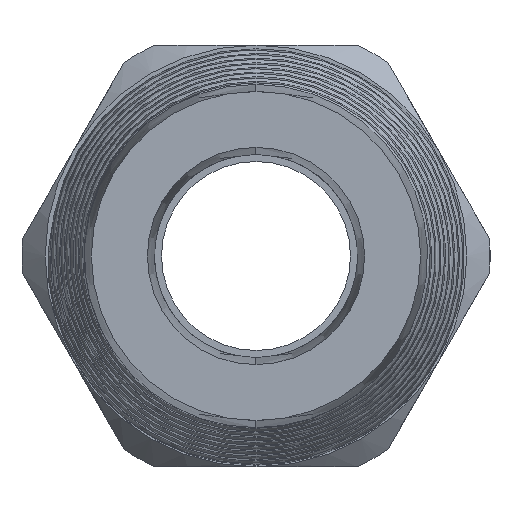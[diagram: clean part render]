
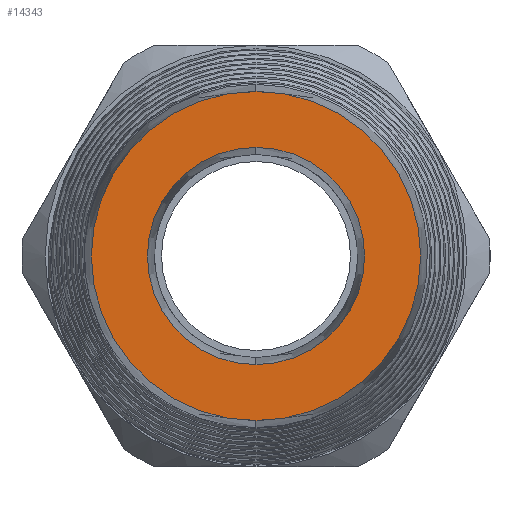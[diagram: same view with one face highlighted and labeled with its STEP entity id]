
A CAD part, left-side view. The second image highlights one B-rep face of the part: STEP entity #14343.
In plain terms, the highlighted planar face has unit normal (-1, 0, 0).
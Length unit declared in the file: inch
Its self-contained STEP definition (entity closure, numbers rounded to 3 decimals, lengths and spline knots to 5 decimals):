
#2173 = CARTESIAN_POINT ( 'NONE',  ( -3.38, 0., 0.33961 ) ) ;
#2181 = CARTESIAN_POINT ( 'NONE',  ( -3.38, 0., 0. ) ) ;
#2228 = DIRECTION ( 'NONE',  ( 0., 0., 1. ) ) ;
#2229 = DIRECTION ( 'NONE',  ( -1., 0., 0. ) ) ;
#2230 = AXIS2_PLACEMENT_3D ( 'NONE', #2181, #2229, #2228 ) ;
#2231 = CIRCLE ( 'NONE', #2230, 0.33961 ) ;
#2336 = DIRECTION ( 'NONE',  ( 0., 0., 1. ) ) ;
#2337 = DIRECTION ( 'NONE',  ( -1., 0., 0. ) ) ;
#2338 = CARTESIAN_POINT ( 'NONE',  ( -3.38, 0., 0. ) ) ;
#2339 = AXIS2_PLACEMENT_3D ( 'NONE', #2338, #2337, #2336 ) ;
#2340 = CIRCLE ( 'NONE', #2339, 0.22402 ) ;
#2381 = CARTESIAN_POINT ( 'NONE',  ( -3.38, 0., -0.33961 ) ) ;
#4091 = DIRECTION ( 'NONE',  ( 0., 0., 1. ) ) ;
#4092 = DIRECTION ( 'NONE',  ( -1., 0., 0. ) ) ;
#4093 = CARTESIAN_POINT ( 'NONE',  ( -3.38, 0., 0. ) ) ;
#4094 = AXIS2_PLACEMENT_3D ( 'NONE', #4093, #4092, #4091 ) ;
#4095 = PLANE ( 'NONE',  #4094 ) ;
#4097 = FACE_BOUND ( 'NONE', #4615, .T. ) ;
#4098 = FACE_OUTER_BOUND ( 'NONE', #14339, .T. ) ;
#4100 = DIRECTION ( 'NONE',  ( 0., 0., 1. ) ) ;
#4101 = DIRECTION ( 'NONE',  ( -1., 0., 0. ) ) ;
#4102 = CARTESIAN_POINT ( 'NONE',  ( -3.38, 0., 0. ) ) ;
#4103 = AXIS2_PLACEMENT_3D ( 'NONE', #4102, #4101, #4100 ) ;
#4104 = CIRCLE ( 'NONE', #4103, 0.33961 ) ;
#4494 = ORIENTED_EDGE ( 'NONE', *, *, #8465, .F. ) ;
#4495 = ORIENTED_EDGE ( 'NONE', *, *, #8448, .T. ) ;
#4615 = EDGE_LOOP ( 'NONE', ( #4616, #4494 ) ) ;
#4616 = ORIENTED_EDGE ( 'NONE', *, *, #4617, .F. ) ;
#4617 = EDGE_CURVE ( 'NONE', #14718, #14717, #12017, .T. ) ;
#8435 = VERTEX_POINT ( 'NONE', #2173 ) ;
#8448 = EDGE_CURVE ( 'NONE', #8508, #8435, #2231, .T. ) ;
#8465 = EDGE_CURVE ( 'NONE', #14717, #14718, #2340, .T. ) ;
#8508 = VERTEX_POINT ( 'NONE', #2381 ) ;
#10038 = CARTESIAN_POINT ( 'NONE',  ( -3.38, 0., 0.22402 ) ) ;
#10039 = CARTESIAN_POINT ( 'NONE',  ( -3.38, 0., -0.22402 ) ) ;
#12009 = DIRECTION ( 'NONE',  ( 0., 0., 1. ) ) ;
#12011 = DIRECTION ( 'NONE',  ( -1., 0., 0. ) ) ;
#12013 = CARTESIAN_POINT ( 'NONE',  ( -3.38, 0., 0. ) ) ;
#12015 = AXIS2_PLACEMENT_3D ( 'NONE', #12013, #12011, #12009 ) ;
#12017 = CIRCLE ( 'NONE', #12015, 0.22402 ) ;
#14339 = EDGE_LOOP ( 'NONE', ( #14341, #4495 ) ) ;
#14341 = ORIENTED_EDGE ( 'NONE', *, *, #14342, .T. ) ;
#14342 = EDGE_CURVE ( 'NONE', #8435, #8508, #4104, .T. ) ;
#14343 = ADVANCED_FACE ( 'NONE', ( #4098, #4097 ), #4095, .T. ) ;
#14717 = VERTEX_POINT ( 'NONE', #10039 ) ;
#14718 = VERTEX_POINT ( 'NONE', #10038 ) ;
